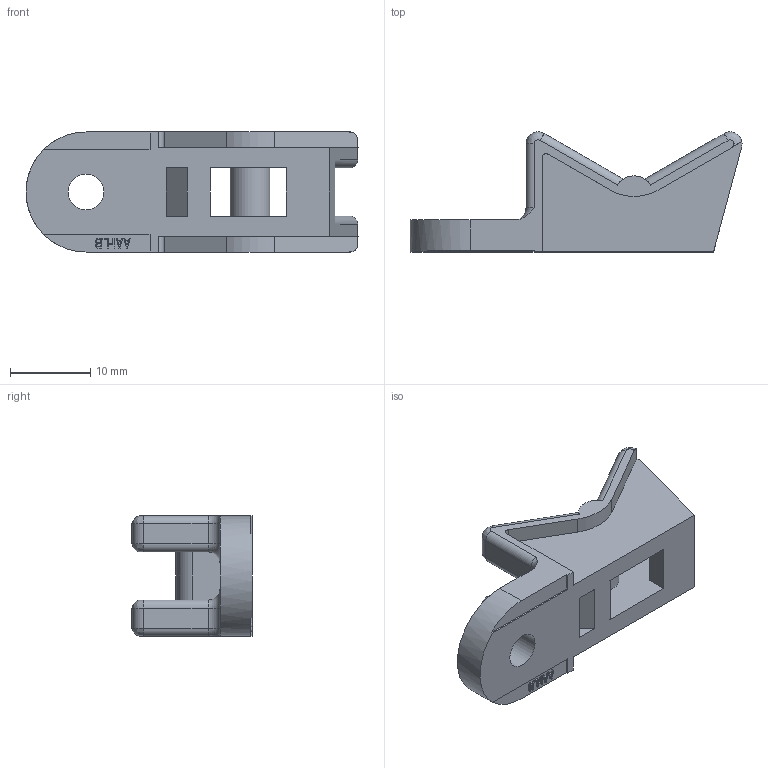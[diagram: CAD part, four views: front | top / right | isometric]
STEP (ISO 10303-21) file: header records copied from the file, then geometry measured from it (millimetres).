
FILE_DESCRIPTION((''),'2;1');
FILE_NAME('3505_5011_338','2020-08-06T',('presta_be4'),(''),'CREO PARAMETRIC BY PTC INC, 2018360','CREO PARAMETRIC BY PTC INC, 2018360','');
FILE_SCHEMA(('CONFIG_CONTROL_DESIGN'));
Length unit declared in the file: millimetre
Products named in the file (1): 3505_5011_338
Bounding box: 41.5 x 15 x 15 mm (x, y, z)
Volume: 2911 mm3; surface area: 2666.3 mm2
Topology: 1 solids, 1 shells, 175 faces, 472 edges, 308 vertices
Faces by surface type: plane 134, cylinder 29, bspline 8, torus 4
Entity records: 5682 total; most frequent: CARTESIAN_POINT 1231, ORIENTED_EDGE 944, DIRECTION 862, EDGE_CURVE 472, VECTOR 388, LINE 388, VERTEX_POINT 308, AXIS2_PLACEMENT_3D 237
